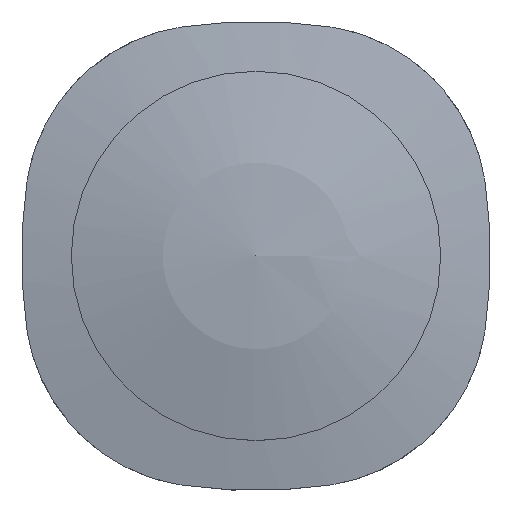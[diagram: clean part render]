
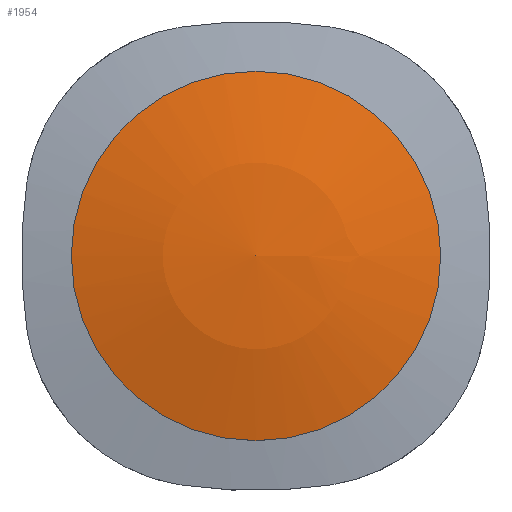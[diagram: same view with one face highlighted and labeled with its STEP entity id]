
A CAD part, top view. The second image highlights one B-rep face of the part: STEP entity #1954.
In plain terms, the highlighted spherical face has radius 40.8 mm.
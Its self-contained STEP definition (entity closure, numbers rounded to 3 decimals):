
#15=SPHERICAL_SURFACE('',#2190,40.8);
#520=FACE_OUTER_BOUND('',#678,.T.);
#678=EDGE_LOOP('',(#1790));
#795=CIRCLE('',#2189,11.025);
#980=VERTEX_POINT('',#5888);
#1251=EDGE_CURVE('',#980,#980,#795,.T.);
#1790=ORIENTED_EDGE('',*,*,#1251,.T.);
#1954=ADVANCED_FACE('',(#520),#15,.T.);
#2189=AXIS2_PLACEMENT_3D('',#5889,#2759,#2760);
#2190=AXIS2_PLACEMENT_3D('',#5890,#2761,#2762);
#2759=DIRECTION('center_axis',(0.,0.,
1.));
#2760=DIRECTION('ref_axis',(-1.,0.,0.));
#2761=DIRECTION('center_axis',(0.,0.,
1.));
#2762=DIRECTION('ref_axis',(1.,0.,0.));
#5888=CARTESIAN_POINT('',(-11.025,0.,26.821));
#5889=CARTESIAN_POINT('Origin',(0.,0.,
26.821));
#5890=CARTESIAN_POINT('Origin',(0.,0.,
-12.461));
